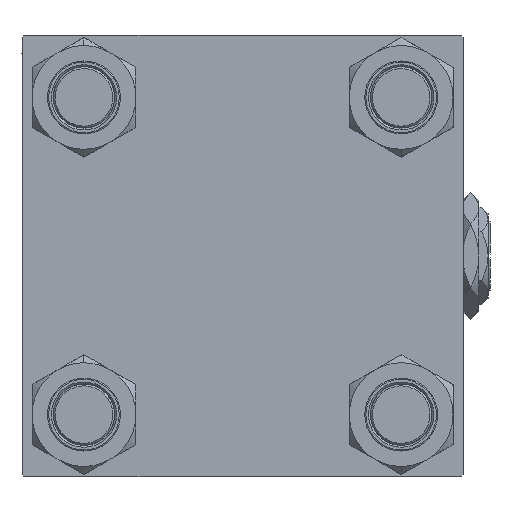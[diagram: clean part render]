
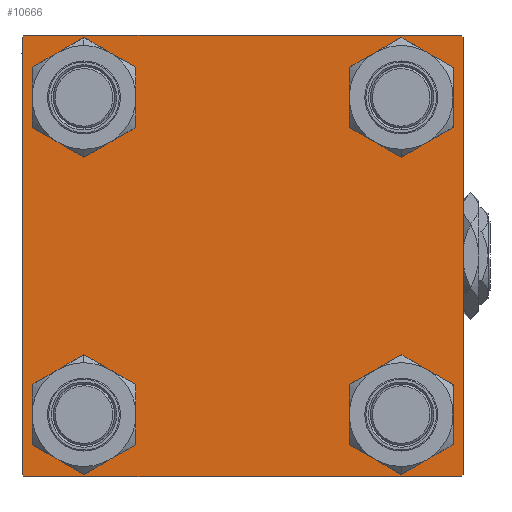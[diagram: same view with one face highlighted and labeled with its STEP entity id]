
A CAD part, left-side view. The second image highlights one B-rep face of the part: STEP entity #10666.
In plain terms, the highlighted planar face has unit normal (-1, 0, 0).
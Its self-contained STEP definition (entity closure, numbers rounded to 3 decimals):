
#135 = CIRCLE ( 'NONE', #35945, 8.5 ) ;
#309 = CARTESIAN_POINT ( 'NONE',  ( 0., -57.5, 57. ) ) ;
#929 = ORIENTED_EDGE ( 'NONE', *, *, #45157, .T. ) ;
#2356 = CIRCLE ( 'NONE', #45875, 8.5 ) ;
#2652 = ORIENTED_EDGE ( 'NONE', *, *, #40800, .T. ) ;
#2674 = VERTEX_POINT ( 'NONE', #2813 ) ;
#2813 = CARTESIAN_POINT ( 'NONE',  ( 0., 57., 57.5 ) ) ;
#3150 = VERTEX_POINT ( 'NONE', #9572 ) ;
#3418 = VERTEX_POINT ( 'NONE', #11662 ) ;
#3552 = DIRECTION ( 'NONE',  ( 0., -0.707, -0.707 ) ) ;
#3678 = DIRECTION ( 'NONE',  ( 1., 0., 0. ) ) ;
#3742 = CARTESIAN_POINT ( 'NONE',  ( 0., -41.35, 41.35 ) ) ;
#3758 = DIRECTION ( 'NONE',  ( 0., -1., 0. ) ) ;
#4419 = CARTESIAN_POINT ( 'NONE',  ( 0., 57.5, 57.5 ) ) ;
#4459 = VERTEX_POINT ( 'NONE', #15072 ) ;
#4524 = DIRECTION ( 'NONE',  ( 1., 0., 0. ) ) ;
#4747 = CARTESIAN_POINT ( 'NONE',  ( 0., 41.35, -41.35 ) ) ;
#5219 = DIRECTION ( 'NONE',  ( 0., -1., 0. ) ) ;
#5615 = VERTEX_POINT ( 'NONE', #25488 ) ;
#5702 = CARTESIAN_POINT ( 'NONE',  ( 0., -41.35, 41.35 ) ) ;
#5878 = EDGE_LOOP ( 'NONE', ( #40295, #29358 ) ) ;
#7027 = CARTESIAN_POINT ( 'NONE',  ( 0., 0., 0. ) ) ;
#7292 = FACE_BOUND ( 'NONE', #13586, .T. ) ;
#7558 = FACE_BOUND ( 'NONE', #23466, .T. ) ;
#8356 = EDGE_CURVE ( 'NONE', #3418, #18887, #32077, .T. ) ;
#9051 = EDGE_LOOP ( 'NONE', ( #26411, #37384, #43785, #2652, #37827, #40392, #42255, #45746 ) ) ;
#9328 = EDGE_CURVE ( 'NONE', #19323, #39573, #25830, .T. ) ;
#9572 = CARTESIAN_POINT ( 'NONE',  ( 0., 41.35, -32.85 ) ) ;
#10666 = ADVANCED_FACE ( 'NONE', ( #47644, #7558, #7292, #27333, #16095 ), #43630, .T. ) ;
#10902 = DIRECTION ( 'NONE',  ( 0., 0., 1. ) ) ;
#11326 = CARTESIAN_POINT ( 'NONE',  ( 0., 57.25, 57.25 ) ) ;
#11662 = CARTESIAN_POINT ( 'NONE',  ( 0., 57., -57.5 ) ) ;
#11684 = AXIS2_PLACEMENT_3D ( 'NONE', #7027, #12090, #39608 ) ;
#11733 = EDGE_CURVE ( 'NONE', #48512, #4459, #20205, .T. ) ;
#12090 = DIRECTION ( 'NONE',  ( -1., 0., 0. ) ) ;
#12647 = CARTESIAN_POINT ( 'NONE',  ( 0., -57., 57.5 ) ) ;
#12818 = EDGE_CURVE ( 'NONE', #32513, #41521, #27969, .T. ) ;
#12996 = EDGE_CURVE ( 'NONE', #2674, #48512, #39911, .T. ) ;
#13315 = EDGE_LOOP ( 'NONE', ( #45632, #15202 ) ) ;
#13586 = EDGE_LOOP ( 'NONE', ( #39735, #16036 ) ) ;
#13665 = LINE ( 'NONE', #38240, #23767 ) ;
#14347 = EDGE_CURVE ( 'NONE', #3150, #50990, #18629, .T. ) ;
#14890 = DIRECTION ( 'NONE',  ( 1., 0., 0. ) ) ;
#15072 = CARTESIAN_POINT ( 'NONE',  ( 0., 57.5, -57. ) ) ;
#15202 = ORIENTED_EDGE ( 'NONE', *, *, #47081, .T. ) ;
#15328 = DIRECTION ( 'NONE',  ( 0., 0., 1. ) ) ;
#15657 = ORIENTED_EDGE ( 'NONE', *, *, #12818, .T. ) ;
#15703 = VERTEX_POINT ( 'NONE', #37364 ) ;
#16036 = ORIENTED_EDGE ( 'NONE', *, *, #52351, .T. ) ;
#16095 = FACE_OUTER_BOUND ( 'NONE', #9051, .T. ) ;
#16500 = DIRECTION ( 'NONE',  ( 1., 0., 0. ) ) ;
#17707 = EDGE_CURVE ( 'NONE', #51456, #5615, #51145, .T. ) ;
#17939 = CARTESIAN_POINT ( 'NONE',  ( 0., 41.35, 49.85 ) ) ;
#18629 = CIRCLE ( 'NONE', #20345, 8.5 ) ;
#18769 = VECTOR ( 'NONE', #35575, 1000. ) ;
#18887 = VERTEX_POINT ( 'NONE', #23265 ) ;
#19190 = CARTESIAN_POINT ( 'NONE',  ( 0., 41.35, 41.35 ) ) ;
#19323 = VERTEX_POINT ( 'NONE', #309 ) ;
#19983 = CARTESIAN_POINT ( 'NONE',  ( 0., -41.35, -41.35 ) ) ;
#20205 = LINE ( 'NONE', #4419, #47574 ) ;
#20345 = AXIS2_PLACEMENT_3D ( 'NONE', #4747, #16500, #20785 ) ;
#20501 = DIRECTION ( 'NONE',  ( 0., 0., 1. ) ) ;
#20717 = DIRECTION ( 'NONE',  ( 0., 0., -1. ) ) ;
#20785 = DIRECTION ( 'NONE',  ( 0., 0., 1. ) ) ;
#20826 = DIRECTION ( 'NONE',  ( 0., 0., 1. ) ) ;
#20991 = VECTOR ( 'NONE', #33556, 1000. ) ;
#21048 = CARTESIAN_POINT ( 'NONE',  ( 0., 41.35, 41.35 ) ) ;
#21306 = AXIS2_PLACEMENT_3D ( 'NONE', #5702, #43069, #39064 ) ;
#21700 = DIRECTION ( 'NONE',  ( 0., -0.707, 0.707 ) ) ;
#22203 = EDGE_CURVE ( 'NONE', #19323, #44111, #22787, .T. ) ;
#22787 = LINE ( 'NONE', #23049, #18769 ) ;
#23049 = CARTESIAN_POINT ( 'NONE',  ( 0., -57.5, 57.5 ) ) ;
#23265 = CARTESIAN_POINT ( 'NONE',  ( 0., -57., -57.5 ) ) ;
#23366 = DIRECTION ( 'NONE',  ( 0., 0.707, -0.707 ) ) ;
#23466 = EDGE_LOOP ( 'NONE', ( #15657, #929 ) ) ;
#23767 = VECTOR ( 'NONE', #21700, 1000. ) ;
#24035 = DIRECTION ( 'NONE',  ( 1., 0., 0. ) ) ;
#24792 = EDGE_CURVE ( 'NONE', #5615, #51456, #2356, .T. ) ;
#25488 = CARTESIAN_POINT ( 'NONE',  ( 0., -41.35, 49.85 ) ) ;
#25591 = CIRCLE ( 'NONE', #30696, 8.5 ) ;
#25830 = LINE ( 'NONE', #33030, #20991 ) ;
#25835 = CARTESIAN_POINT ( 'NONE',  ( 0., -57.5, -57. ) ) ;
#26411 = ORIENTED_EDGE ( 'NONE', *, *, #11733, .T. ) ;
#26607 = VECTOR ( 'NONE', #5219, 1000. ) ;
#27064 = CARTESIAN_POINT ( 'NONE',  ( 0., -41.35, -49.85 ) ) ;
#27333 = FACE_BOUND ( 'NONE', #13315, .T. ) ;
#27565 = LINE ( 'NONE', #38333, #26607 ) ;
#27969 = CIRCLE ( 'NONE', #32235, 8.5 ) ;
#29358 = ORIENTED_EDGE ( 'NONE', *, *, #17707, .T. ) ;
#29694 = CARTESIAN_POINT ( 'NONE',  ( 0., 57.5, 57. ) ) ;
#30696 = AXIS2_PLACEMENT_3D ( 'NONE', #19190, #14890, #10902 ) ;
#32077 = LINE ( 'NONE', #43308, #46666 ) ;
#32235 = AXIS2_PLACEMENT_3D ( 'NONE', #32549, #24035, #40309 ) ;
#32513 = VERTEX_POINT ( 'NONE', #46351 ) ;
#32549 = CARTESIAN_POINT ( 'NONE',  ( 0., -41.35, -41.35 ) ) ;
#32614 = CARTESIAN_POINT ( 'NONE',  ( 0., -41.35, 32.85 ) ) ;
#33030 = CARTESIAN_POINT ( 'NONE',  ( 0., -57.25, 57.25 ) ) ;
#33494 = AXIS2_PLACEMENT_3D ( 'NONE', #51678, #39638, #15328 ) ;
#33556 = DIRECTION ( 'NONE',  ( 0., 0.707, 0.707 ) ) ;
#35575 = DIRECTION ( 'NONE',  ( 0., 0., -1. ) ) ;
#35945 = AXIS2_PLACEMENT_3D ( 'NONE', #21048, #44118, #36335 ) ;
#36335 = DIRECTION ( 'NONE',  ( 0., 0., 1. ) ) ;
#37364 = CARTESIAN_POINT ( 'NONE',  ( 0., 41.35, 32.85 ) ) ;
#37384 = ORIENTED_EDGE ( 'NONE', *, *, #44516, .T. ) ;
#37827 = ORIENTED_EDGE ( 'NONE', *, *, #22203, .F. ) ;
#38240 = CARTESIAN_POINT ( 'NONE',  ( 0., -57.25, -57.25 ) ) ;
#38333 = CARTESIAN_POINT ( 'NONE',  ( 0., 57.5, 57.5 ) ) ;
#39064 = DIRECTION ( 'NONE',  ( 0., 0., 1. ) ) ;
#39573 = VERTEX_POINT ( 'NONE', #12647 ) ;
#39608 = DIRECTION ( 'NONE',  ( 0., 0., 1. ) ) ;
#39638 = DIRECTION ( 'NONE',  ( 1., 0., 0. ) ) ;
#39735 = ORIENTED_EDGE ( 'NONE', *, *, #14347, .T. ) ;
#39911 = LINE ( 'NONE', #11326, #44182 ) ;
#40146 = LINE ( 'NONE', #40930, #43542 ) ;
#40295 = ORIENTED_EDGE ( 'NONE', *, *, #24792, .T. ) ;
#40309 = DIRECTION ( 'NONE',  ( 0., 0., 1. ) ) ;
#40392 = ORIENTED_EDGE ( 'NONE', *, *, #9328, .T. ) ;
#40800 = EDGE_CURVE ( 'NONE', #18887, #44111, #13665, .T. ) ;
#40930 = CARTESIAN_POINT ( 'NONE',  ( 0., 57.25, -57.25 ) ) ;
#41191 = CIRCLE ( 'NONE', #33494, 8.5 ) ;
#41521 = VERTEX_POINT ( 'NONE', #27064 ) ;
#42255 = ORIENTED_EDGE ( 'NONE', *, *, #51378, .F. ) ;
#42650 = VERTEX_POINT ( 'NONE', #17939 ) ;
#43069 = DIRECTION ( 'NONE',  ( 1., 0., 0. ) ) ;
#43308 = CARTESIAN_POINT ( 'NONE',  ( 0., 57.5, -57.5 ) ) ;
#43542 = VECTOR ( 'NONE', #3552, 1000. ) ;
#43630 = PLANE ( 'NONE',  #11684 ) ;
#43785 = ORIENTED_EDGE ( 'NONE', *, *, #8356, .T. ) ;
#43947 = EDGE_CURVE ( 'NONE', #42650, #15703, #25591, .T. ) ;
#44111 = VERTEX_POINT ( 'NONE', #25835 ) ;
#44118 = DIRECTION ( 'NONE',  ( 1., 0., 0. ) ) ;
#44182 = VECTOR ( 'NONE', #23366, 1000. ) ;
#44516 = EDGE_CURVE ( 'NONE', #4459, #3418, #40146, .T. ) ;
#45157 = EDGE_CURVE ( 'NONE', #41521, #32513, #45251, .T. ) ;
#45251 = CIRCLE ( 'NONE', #45290, 8.5 ) ;
#45290 = AXIS2_PLACEMENT_3D ( 'NONE', #19983, #3678, #20501 ) ;
#45632 = ORIENTED_EDGE ( 'NONE', *, *, #43947, .T. ) ;
#45746 = ORIENTED_EDGE ( 'NONE', *, *, #12996, .T. ) ;
#45875 = AXIS2_PLACEMENT_3D ( 'NONE', #3742, #4524, #20826 ) ;
#46351 = CARTESIAN_POINT ( 'NONE',  ( 0., -41.35, -32.85 ) ) ;
#46666 = VECTOR ( 'NONE', #3758, 1000. ) ;
#47081 = EDGE_CURVE ( 'NONE', #15703, #42650, #135, .T. ) ;
#47574 = VECTOR ( 'NONE', #20717, 1000. ) ;
#47644 = FACE_BOUND ( 'NONE', #5878, .T. ) ;
#47808 = CARTESIAN_POINT ( 'NONE',  ( 0., 41.35, -49.85 ) ) ;
#48512 = VERTEX_POINT ( 'NONE', #29694 ) ;
#50990 = VERTEX_POINT ( 'NONE', #47808 ) ;
#51145 = CIRCLE ( 'NONE', #21306, 8.5 ) ;
#51378 = EDGE_CURVE ( 'NONE', #2674, #39573, #27565, .T. ) ;
#51456 = VERTEX_POINT ( 'NONE', #32614 ) ;
#51678 = CARTESIAN_POINT ( 'NONE',  ( 0., 41.35, -41.35 ) ) ;
#52351 = EDGE_CURVE ( 'NONE', #50990, #3150, #41191, .T. ) ;
